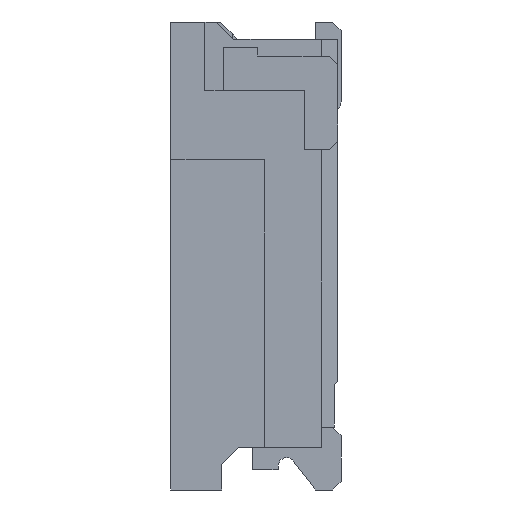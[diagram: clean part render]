
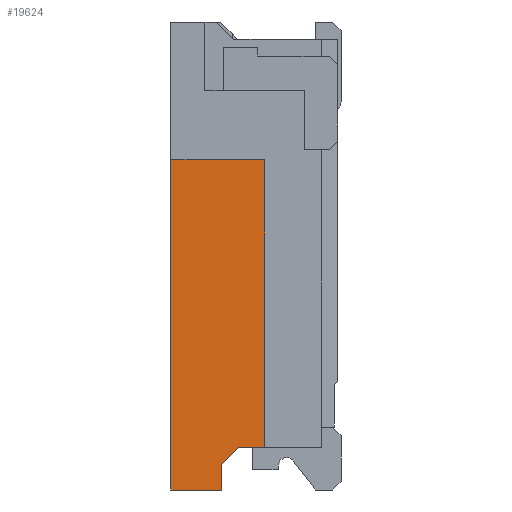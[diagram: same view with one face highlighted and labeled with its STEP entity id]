
A CAD part, left-side view. The second image highlights one B-rep face of the part: STEP entity #19624.
In plain terms, the highlighted planar face has unit normal (-1, 0, 0).
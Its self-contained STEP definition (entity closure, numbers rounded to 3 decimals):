
#10998 = VERTEX_POINT('',#10999);
#10999 = CARTESIAN_POINT('',(-3.45,0.49,0.565));
#11005 = EDGE_CURVE('',#11006,#10998,#11008,.T.);
#11006 = VERTEX_POINT('',#11007);
#11007 = CARTESIAN_POINT('',(-3.45,0.49,-1.375));
#11008 = LINE('',#11009,#11010);
#11009 = CARTESIAN_POINT('',(-3.45,0.49,-1.375));
#11010 = VECTOR('',#11011,1.);
#11011 = DIRECTION('',(0.,0.,1.));
#11492 = VERTEX_POINT('',#11493);
#11493 = CARTESIAN_POINT('',(-3.45,0.09,-1.125));
#11499 = EDGE_CURVE('',#11492,#11500,#11502,.T.);
#11500 = VERTEX_POINT('',#11501);
#11501 = CARTESIAN_POINT('',(-3.45,-0.06,-1.125));
#11502 = LINE('',#11503,#11504);
#11503 = CARTESIAN_POINT('',(-3.45,0.09,-1.125));
#11504 = VECTOR('',#11505,1.);
#11505 = DIRECTION('',(0.,-1.,0.));
#19046 = VERTEX_POINT('',#19047);
#19047 = CARTESIAN_POINT('',(-3.45,0.19,-1.225));
#19053 = EDGE_CURVE('',#11492,#19046,#19054,.T.);
#19054 = LINE('',#19055,#19056);
#19055 = CARTESIAN_POINT('',(-3.45,0.09,-1.125));
#19056 = VECTOR('',#19057,1.);
#19057 = DIRECTION('',(0.,0.707,-0.707));
#19531 = EDGE_CURVE('',#19532,#11006,#19534,.T.);
#19532 = VERTEX_POINT('',#19533);
#19533 = CARTESIAN_POINT('',(-3.45,0.19,-1.375));
#19534 = LINE('',#19535,#19536);
#19535 = CARTESIAN_POINT('',(-3.45,0.19,-1.375));
#19536 = VECTOR('',#19537,1.);
#19537 = DIRECTION('',(0.,1.,0.));
#19596 = EDGE_CURVE('',#19046,#19532,#19597,.T.);
#19597 = LINE('',#19598,#19599);
#19598 = CARTESIAN_POINT('',(-3.45,0.19,-1.225));
#19599 = VECTOR('',#19600,1.);
#19600 = DIRECTION('',(0.,0.,-1.));
#19624 = ADVANCED_FACE('',(#19625),#19646,.F.);
#19625 = FACE_BOUND('',#19626,.F.);
#19626 = EDGE_LOOP('',(#19627,#19628,#19629,#19637,#19643,#19644,#19645)
  );
#19627 = ORIENTED_EDGE('',*,*,#19531,.T.);
#19628 = ORIENTED_EDGE('',*,*,#11005,.T.);
#19629 = ORIENTED_EDGE('',*,*,#19630,.T.);
#19630 = EDGE_CURVE('',#10998,#19631,#19633,.T.);
#19631 = VERTEX_POINT('',#19632);
#19632 = CARTESIAN_POINT('',(-3.45,-0.06,0.565));
#19633 = LINE('',#19634,#19635);
#19634 = CARTESIAN_POINT('',(-3.45,0.49,0.565));
#19635 = VECTOR('',#19636,1.);
#19636 = DIRECTION('',(0.,-1.,0.));
#19637 = ORIENTED_EDGE('',*,*,#19638,.T.);
#19638 = EDGE_CURVE('',#19631,#11500,#19639,.T.);
#19639 = LINE('',#19640,#19641);
#19640 = CARTESIAN_POINT('',(-3.45,-0.06,0.565));
#19641 = VECTOR('',#19642,1.);
#19642 = DIRECTION('',(0.,0.,-1.));
#19643 = ORIENTED_EDGE('',*,*,#11499,.F.);
#19644 = ORIENTED_EDGE('',*,*,#19053,.T.);
#19645 = ORIENTED_EDGE('',*,*,#19596,.T.);
#19646 = PLANE('',#19647);
#19647 = AXIS2_PLACEMENT_3D('',#19648,#19649,#19650);
#19648 = CARTESIAN_POINT('',(-3.45,0.49,0.565));
#19649 = DIRECTION('',(1.,0.,0.));
#19650 = DIRECTION('',(0.,0.,-1.));
